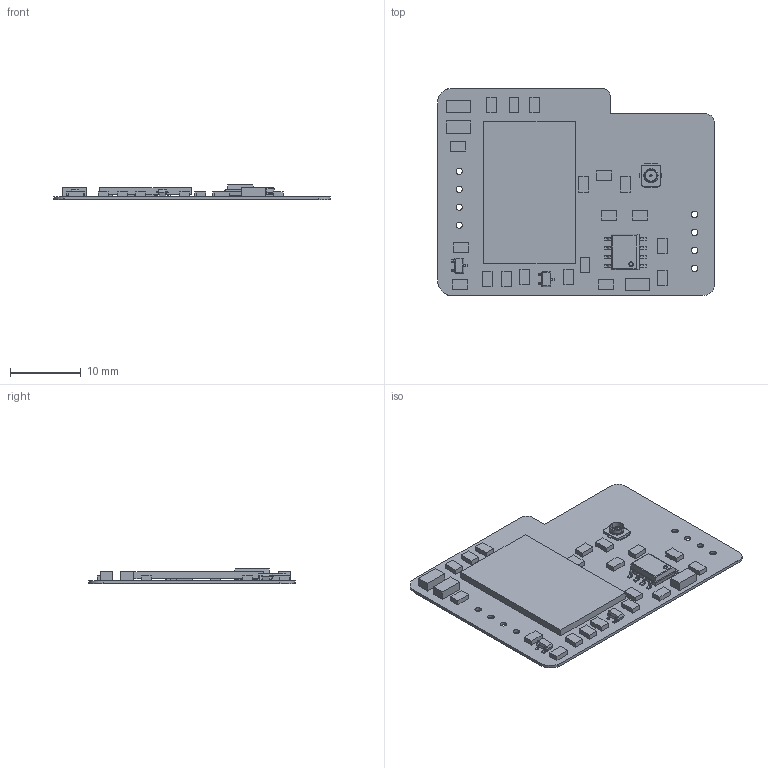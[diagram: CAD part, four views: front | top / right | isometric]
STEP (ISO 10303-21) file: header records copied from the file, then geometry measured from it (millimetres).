
FILE_DESCRIPTION(('Open CASCADE Model'),'2;1');
FILE_NAME('Open CASCADE Shape Model','2020-03-26T19:48:27',('Author'),( 'Open CASCADE'),'Open CASCADE STEP processor 6.8','Open CASCADE 6.8' ,'Unknown');
FILE_SCHEMA(('AUTOMOTIVE_DESIGN { 1 0 10303 214 1 1 1 1 }'));
Length unit declared in the file: millimetre
Products named in the file (49): PCB; Board; Open CASCADE STEP translator 6.8 1.1.1; U2; User_Library-SOIC-8; User_Library-SOIC-8_SOIC-8_Body_1; User_Library-SOIC-8_SOIC-8_Pins_1; R501; 10388678160; Extruded; R203; R202; 10427372848; R201; LED501; 6825879056; LED202; LED201; C503; C502; C501; C207; C206; C205; C203; C202; C201; Q1; User_Library-sc70-3; Q2; R1; R2; R3; R4; R5; R6; S1; SW3dPS-UFL-R-SMD; SW3dPS-UFL-R-SMD_Part_525; SW3dPS-UFL-R-SMD_Part_540 ...
Assembly tree (68 placements, depth 4):
  PCB
    Board
      Open CASCADE STEP translator 6.8 1.1.1
    U2
      User_Library-SOIC-8
        User_Library-SOIC-8_SOIC-8_Body_1
        User_Library-SOIC-8_SOIC-8_Pins_1
    R501
      10388678160
        Extruded
    R203
      10388678160
        Extruded
    R202
      10427372848
        Extruded
    R201
      10388678160
        Extruded
    LED501
      6825879056
        Extruded
    LED202
      6825879056
        Extruded
    LED201
      6825879056
        Extruded
    C503
      10427372848
        Extruded
    C502
      10388678160
        Extruded
    C501
      10388678160
        Extruded
    C207
      10388678160
        Extruded
    C206
      10388678160
        Extruded
    C205
      10427372848
        Extruded
    C203
      10388678160
        Extruded
    C202
      10388678160
        Extruded
    C201
      10388678160
        Extruded
    Q1
      User_Library-sc70-3
    Q2
      User_Library-sc70-3
    R1
Bounding box: 39.12 x 29.23 x 2.16 mm (x, y, z)
Volume: 814.8 mm3; surface area: 3270.9 mm2
Topology: 34 solids, 34 shells, 456 faces, 1101 edges, 716 vertices
Faces by surface type: plane 333, cylinder 111, cone 8, bspline 4
Full cylindrical faces by diameter (mm): 0.9 x8
Entity records: 11373 total; most frequent: CARTESIAN_POINT 1692, DIRECTION 1562, ORIENTED_EDGE 1444, EDGE_CURVE 722, LINE 534, VECTOR 534, AXIS2_PLACEMENT_3D 514, VERTEX_POINT 468
